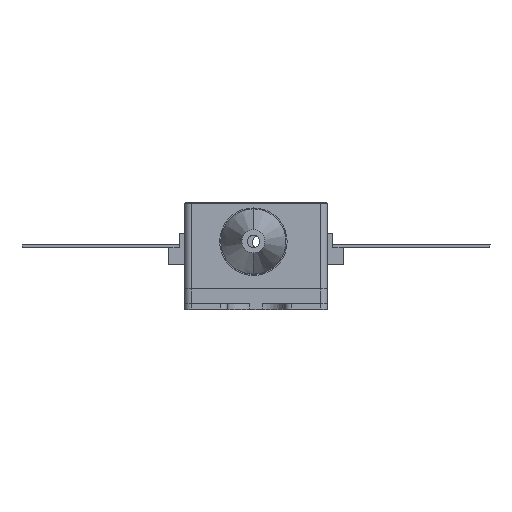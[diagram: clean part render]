
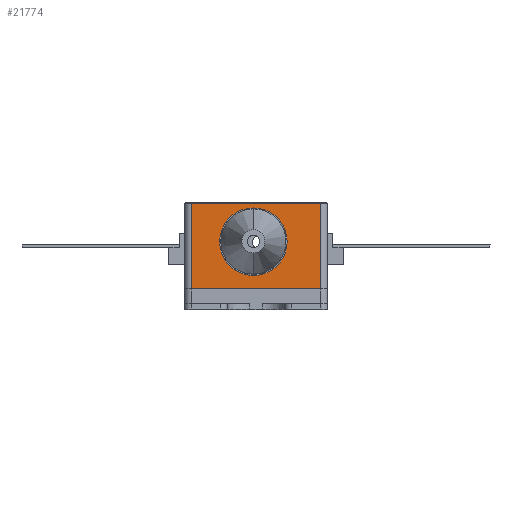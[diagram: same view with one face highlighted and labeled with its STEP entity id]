
A CAD part, top view. The second image highlights one B-rep face of the part: STEP entity #21774.
In plain terms, the highlighted planar face has unit normal (0, 0, 1).
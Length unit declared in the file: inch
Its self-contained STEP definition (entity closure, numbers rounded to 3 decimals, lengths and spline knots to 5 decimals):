
#38 = VECTOR ( 'NONE', #15468, 39.37008 ) ;
#310 = DIRECTION ( 'NONE',  ( 0., 0., 1. ) ) ;
#356 = VECTOR ( 'NONE', #4050, 39.37008 ) ;
#767 = CARTESIAN_POINT ( 'NONE',  ( -4.1975, -1.45904, 3.65619 ) ) ;
#911 = VERTEX_POINT ( 'NONE', #11151 ) ;
#991 = LINE ( 'NONE', #7840, #20523 ) ;
#1346 = VERTEX_POINT ( 'NONE', #3087 ) ;
#2038 = AXIS2_PLACEMENT_3D ( 'NONE', #6480, #11613, #19853 ) ;
#2688 = ORIENTED_EDGE ( 'NONE', *, *, #7012, .F. ) ;
#3024 = ORIENTED_EDGE ( 'NONE', *, *, #18826, .F. ) ;
#3087 = CARTESIAN_POINT ( 'NONE',  ( -4.65025, -1.45904, 3.65619 ) ) ;
#3395 = CARTESIAN_POINT ( 'NONE',  ( -4.37059, -1.29369, 3.65619 ) ) ;
#3545 = LINE ( 'NONE', #22240, #38 ) ;
#3969 = EDGE_CURVE ( 'NONE', #1346, #6226, #3545, .T. ) ;
#4050 = DIRECTION ( 'NONE',  ( 0., -1., 0. ) ) ;
#5016 = EDGE_CURVE ( 'NONE', #6390, #911, #9877, .T. ) ;
#5370 = EDGE_LOOP ( 'NONE', ( #2688, #3024 ) ) ;
#5420 = AXIS2_PLACEMENT_3D ( 'NONE', #22066, #310, #17535 ) ;
#5754 = EDGE_CURVE ( 'NONE', #6226, #6390, #991, .T. ) ;
#5970 = VERTEX_POINT ( 'NONE', #3395 ) ;
#6212 = CIRCLE ( 'NONE', #16684, 0.0625 ) ;
#6226 = VERTEX_POINT ( 'NONE', #767 ) ;
#6267 = PLANE ( 'NONE',  #2038 ) ;
#6390 = VERTEX_POINT ( 'NONE', #12779 ) ;
#6480 = CARTESIAN_POINT ( 'NONE',  ( -4.67388, -1.45904, 3.65619 ) ) ;
#6946 = CARTESIAN_POINT ( 'NONE',  ( -4.43309, -1.29369, 3.65619 ) ) ;
#7012 = EDGE_CURVE ( 'NONE', #5970, #7795, #6212, .T. ) ;
#7639 = CARTESIAN_POINT ( 'NONE',  ( -4.65025, -1.45904, 3.65619 ) ) ;
#7795 = VERTEX_POINT ( 'NONE', #10862 ) ;
#7840 = CARTESIAN_POINT ( 'NONE',  ( -4.1975, -1.15983, 3.65619 ) ) ;
#8584 = DIRECTION ( 'NONE',  ( -1., 0., 0. ) ) ;
#8718 = DIRECTION ( 'NONE',  ( 0., 0., 1. ) ) ;
#9877 = LINE ( 'NONE', #13740, #11249 ) ;
#10862 = CARTESIAN_POINT ( 'NONE',  ( -4.49559, -1.29369, 3.65619 ) ) ;
#11151 = CARTESIAN_POINT ( 'NONE',  ( -4.65025, -1.15983, 3.65619 ) ) ;
#11249 = VECTOR ( 'NONE', #8584, 39.37008 ) ;
#11613 = DIRECTION ( 'NONE',  ( 0., 0., 1. ) ) ;
#12092 = DIRECTION ( 'NONE',  ( 1., 0., 0. ) ) ;
#12340 = ORIENTED_EDGE ( 'NONE', *, *, #5016, .T. ) ;
#12779 = CARTESIAN_POINT ( 'NONE',  ( -4.1975, -1.15983, 3.65619 ) ) ;
#13440 = ORIENTED_EDGE ( 'NONE', *, *, #3969, .T. ) ;
#13740 = CARTESIAN_POINT ( 'NONE',  ( -4.67388, -1.15983, 3.65619 ) ) ;
#14174 = ORIENTED_EDGE ( 'NONE', *, *, #19412, .T. ) ;
#15439 = FACE_BOUND ( 'NONE', #5370, .T. ) ;
#15468 = DIRECTION ( 'NONE',  ( 1., 0., 0. ) ) ;
#15489 = EDGE_LOOP ( 'NONE', ( #12340, #14174, #13440, #16065 ) ) ;
#16065 = ORIENTED_EDGE ( 'NONE', *, *, #5754, .T. ) ;
#16684 = AXIS2_PLACEMENT_3D ( 'NONE', #6946, #8718, #12092 ) ;
#16767 = FACE_OUTER_BOUND ( 'NONE', #15489, .T. ) ;
#17535 = DIRECTION ( 'NONE',  ( 1., 0., 0. ) ) ;
#17932 = DIRECTION ( 'NONE',  ( 0., 1., 0. ) ) ;
#18826 = EDGE_CURVE ( 'NONE', #7795, #5970, #20628, .T. ) ;
#19412 = EDGE_CURVE ( 'NONE', #911, #1346, #19638, .T. ) ;
#19638 = LINE ( 'NONE', #7639, #356 ) ;
#19853 = DIRECTION ( 'NONE',  ( 1., 0., 0. ) ) ;
#20523 = VECTOR ( 'NONE', #17932, 39.37008 ) ;
#20628 = CIRCLE ( 'NONE', #5420, 0.0625 ) ;
#21774 = ADVANCED_FACE ( 'NONE', ( #15439, #16767 ), #6267, .T. ) ;
#22066 = CARTESIAN_POINT ( 'NONE',  ( -4.43309, -1.29369, 3.65619 ) ) ;
#22240 = CARTESIAN_POINT ( 'NONE',  ( -4.67388, -1.45904, 3.65619 ) ) ;
